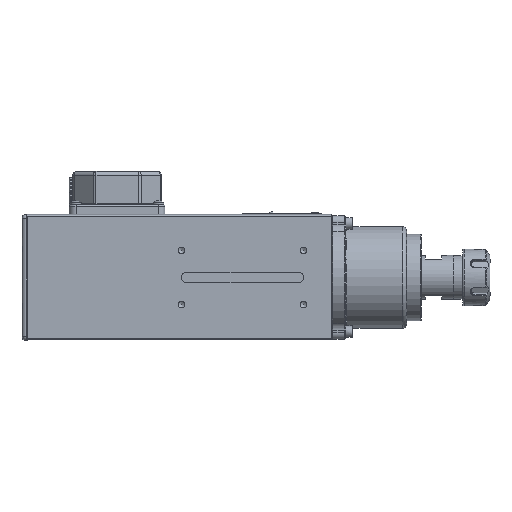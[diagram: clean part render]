
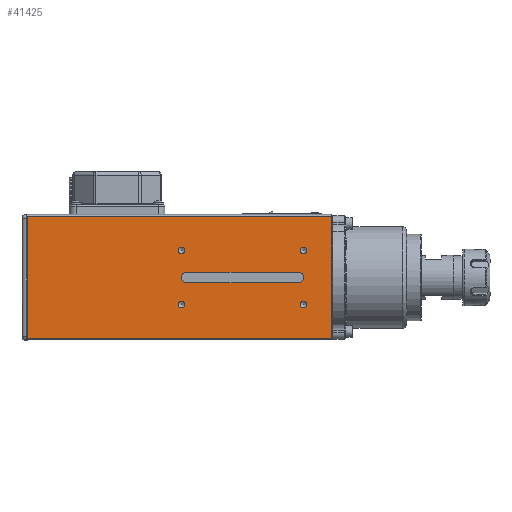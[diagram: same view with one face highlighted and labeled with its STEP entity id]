
A CAD part, left-side view. The second image highlights one B-rep face of the part: STEP entity #41425.
In plain terms, the highlighted planar face has unit normal (-1, 0, 0).
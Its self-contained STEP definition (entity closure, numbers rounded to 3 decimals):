
#2419=CIRCLE('',#3264,4.);
#2420=CIRCLE('',#3265,4.);
#2421=CIRCLE('',#3266,2.459);
#2422=CIRCLE('',#3267,2.459);
#2423=CIRCLE('',#3268,2.459);
#2424=CIRCLE('',#3269,2.459);
#3263=AXIS2_PLACEMENT_3D('',#46097,#14825,$);
#3264=AXIS2_PLACEMENT_3D('',#46103,#14829,#14830);
#3265=AXIS2_PLACEMENT_3D('',#46108,#14832,#14833);
#3266=AXIS2_PLACEMENT_3D('',#46111,#14835,#14836);
#3267=AXIS2_PLACEMENT_3D('',#46113,#14837,#14838);
#3268=AXIS2_PLACEMENT_3D('',#46115,#14839,#14840);
#3269=AXIS2_PLACEMENT_3D('',#46117,#14841,#14842);
#5407=PLANE('',#3263);
#6681=VECTOR('',#13925,1.);
#7196=VECTOR('',#14826,1.);
#7197=VECTOR('',#14827,1.);
#7198=VECTOR('',#14828,1.);
#7199=VECTOR('',#14831,1.);
#7200=VECTOR('',#14834,1.);
#10238=LINE('',#44566,#6681);
#10753=LINE('',#46098,#7196);
#10754=LINE('',#46101,#7197);
#10755=LINE('',#46102,#7198);
#10756=LINE('',#46106,#7199);
#10757=LINE('',#46110,#7200);
#13925=DIRECTION('',(0.,0.,1.));
#14825=DIRECTION('',(-1.,0.,0.));
#14826=DIRECTION('',(0.,0.,1.));
#14827=DIRECTION('',(0.,1.,0.));
#14828=DIRECTION('',(0.,-1.,0.));
#14829=DIRECTION('',(-1.,0.,0.));
#14830=DIRECTION('',(0.,0.,4.));
#14831=DIRECTION('',(0.,1.,0.));
#14832=DIRECTION('',(-1.,0.,0.));
#14833=DIRECTION('',(0.,0.,4.));
#14834=DIRECTION('',(0.,-1.,0.));
#14835=DIRECTION('',(-1.,0.,0.));
#14836=DIRECTION('',(0.,0.,2.459));
#14837=DIRECTION('',(-1.,0.,0.));
#14838=DIRECTION('',(0.,0.,2.459));
#14839=DIRECTION('',(-1.,0.,0.));
#14840=DIRECTION('',(0.,0.,2.459));
#14841=DIRECTION('',(-1.,0.,0.));
#14842=DIRECTION('',(0.,0.,2.459));
#20851=VERTEX_POINT('',#44565);
#20852=VERTEX_POINT('',#44567);
#21466=VERTEX_POINT('',#46099);
#21467=VERTEX_POINT('',#46100);
#21468=VERTEX_POINT('',#46104);
#21469=VERTEX_POINT('',#46105);
#21470=VERTEX_POINT('',#46107);
#21471=VERTEX_POINT('',#46109);
#21472=VERTEX_POINT('',#46112);
#21473=VERTEX_POINT('',#46114);
#21474=VERTEX_POINT('',#46116);
#21475=VERTEX_POINT('',#46118);
#24125=EDGE_CURVE('',#20851,#20852,#10238,.T.);
#24804=EDGE_CURVE('',#21466,#21467,#10753,.F.);
#24805=EDGE_CURVE('',#20852,#21466,#10754,.F.);
#24806=EDGE_CURVE('',#21467,#20851,#10755,.F.);
#24807=EDGE_CURVE('',#21468,#21469,#2419,.F.);
#24808=EDGE_CURVE('',#21469,#21470,#10756,.F.);
#24809=EDGE_CURVE('',#21470,#21471,#2420,.F.);
#24810=EDGE_CURVE('',#21471,#21468,#10757,.F.);
#24811=EDGE_CURVE('',#21472,#21472,#2421,.F.);
#24812=EDGE_CURVE('',#21473,#21473,#2422,.F.);
#24813=EDGE_CURVE('',#21474,#21474,#2423,.F.);
#24814=EDGE_CURVE('',#21475,#21475,#2424,.F.);
#29549=ORIENTED_EDGE('',*,*,#24804,.F.);
#29550=ORIENTED_EDGE('',*,*,#24805,.F.);
#29551=ORIENTED_EDGE('',*,*,#24125,.F.);
#29552=ORIENTED_EDGE('',*,*,#24806,.F.);
#29553=ORIENTED_EDGE('',*,*,#24807,.T.);
#29554=ORIENTED_EDGE('',*,*,#24808,.T.);
#29555=ORIENTED_EDGE('',*,*,#24809,.T.);
#29556=ORIENTED_EDGE('',*,*,#24810,.T.);
#29557=ORIENTED_EDGE('',*,*,#24811,.T.);
#29558=ORIENTED_EDGE('',*,*,#24812,.T.);
#29559=ORIENTED_EDGE('',*,*,#24813,.T.);
#29560=ORIENTED_EDGE('',*,*,#24814,.T.);
#37698=EDGE_LOOP('',(#29549,#29550,#29551,#29552));
#37699=EDGE_LOOP('',(#29553,#29554,#29555,#29556));
#37700=EDGE_LOOP('',(#29557));
#37701=EDGE_LOOP('',(#29558));
#37702=EDGE_LOOP('',(#29559));
#37703=EDGE_LOOP('',(#29560));
#39578=FACE_BOUND('',#37698,.T.);
#39579=FACE_BOUND('',#37699,.T.);
#39580=FACE_BOUND('',#37700,.T.);
#39581=FACE_BOUND('',#37701,.T.);
#39582=FACE_BOUND('',#37702,.T.);
#39583=FACE_BOUND('',#37703,.T.);
#41425=ADVANCED_FACE('',(#39578,#39579,#39580,#39581,#39582,#39583),#5407,
 .T.);
#44565=CARTESIAN_POINT('',(-41.,225.,-45.158));
#44566=CARTESIAN_POINT('',(-41.,225.,46.75));
#44567=CARTESIAN_POINT('',(-41.,225.,45.158));
#46097=CARTESIAN_POINT('',(-41.,301.267,50.));
#46098=CARTESIAN_POINT('',(-41.,0.,25.));
#46099=CARTESIAN_POINT('',(-41.,0.,45.158));
#46100=CARTESIAN_POINT('',(-41.,0.,-45.158));
#46101=CARTESIAN_POINT('',(-41.,225.,45.158));
#46102=CARTESIAN_POINT('',(-41.,225.,-45.158));
#46103=CARTESIAN_POINT('',(-41.,107.,0.));
#46104=CARTESIAN_POINT('',(-41.,107.,-4.));
#46105=CARTESIAN_POINT('',(-41.,107.,4.));
#46106=CARTESIAN_POINT('',(-41.,163.133,4.));
#46107=CARTESIAN_POINT('',(-41.,25.,4.));
#46108=CARTESIAN_POINT('',(-41.,25.,0.));
#46109=CARTESIAN_POINT('',(-41.,25.,-4.));
#46110=CARTESIAN_POINT('',(-41.,163.133,-4.));
#46111=CARTESIAN_POINT('',(-41.,111.,-20.));
#46112=CARTESIAN_POINT('',(-41.,111.,-17.542));
#46113=CARTESIAN_POINT('',(-41.,21.,-20.));
#46114=CARTESIAN_POINT('',(-41.,21.,-17.542));
#46115=CARTESIAN_POINT('',(-41.,21.,20.));
#46116=CARTESIAN_POINT('',(-41.,21.,22.459));
#46117=CARTESIAN_POINT('',(-41.,111.,20.));
#46118=CARTESIAN_POINT('',(-41.,111.,22.459));
